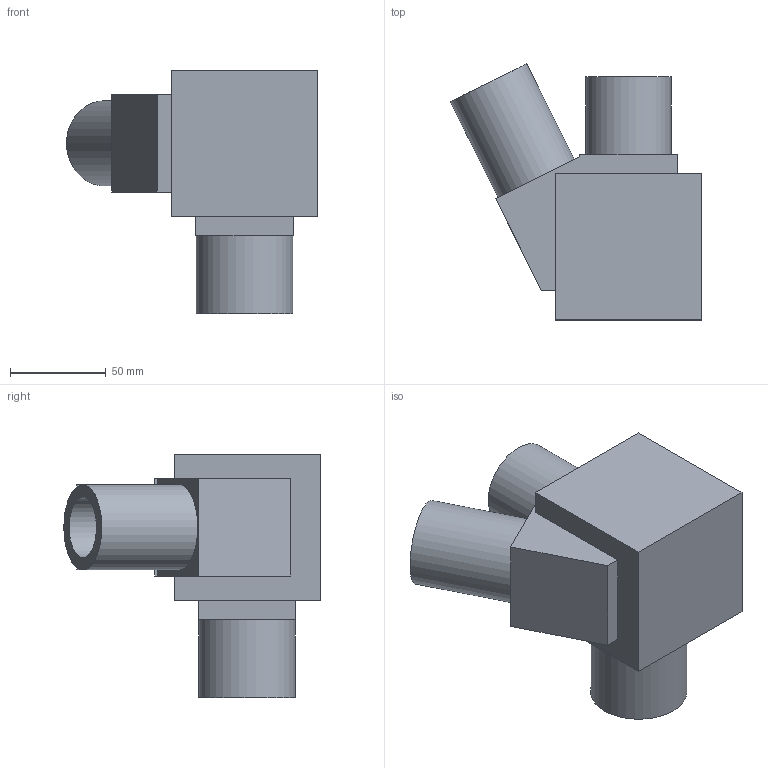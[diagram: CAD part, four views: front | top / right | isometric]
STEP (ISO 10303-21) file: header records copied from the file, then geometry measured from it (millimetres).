
FILE_DESCRIPTION(/* description */ ('STEP AP242 Edition 2','CAx-IF Rec.Pracs.---Representation and Presentation of Product Manufacturing Information (PMI)---4.0---2014-10-13','CAx-IF Rec.Pracs.---3D Tessellated Geometry---0.4---2014-09-14','2;1','CAx-IF Rec.Pracs.---User Defined Attributes---1.5---2016-08-15'),/* implementation_level */ '2;1');
FILE_NAME(/* name */ '694dadbe553922900149bdb5',/* time_stamp */ '2025-12-25T21:33:50Z',/* author */ (''),/* organization */ (''),/* preprocessor_version */ 'ST-DEVELOPER v20',/* originating_system */ 'ONSHAPE BY PTC INC, 1.208',/* authorisation */ ' ');
FILE_SCHEMA (('AP242_MANAGED_MODEL_BASED_3D_ENGINEERING_MIM_LF { 1 0 10303 442 3 1 4 }'));
Length unit declared in the file: metre
Products named in the file (1): Part 1
Bounding box: 131.02 x 133.72 x 127 mm (x, y, z)
Volume: 556319.5 mm3; surface area: 90946 mm2
Topology: 1 solids, 1 shells, 76 faces, 204 edges, 136 vertices
Faces by surface type: plane 39, bspline 32, cylinder 5
Full cylindrical faces by diameter (mm): 31.75 x1, 41.15 x1, 44.45 x2, 50.4 x1
Entity records: 2458 total; most frequent: CARTESIAN_POINT 771, ORIENTED_EDGE 392, DIRECTION 234, EDGE_CURVE 196, VERTEX_POINT 133, LINE 118, VECTOR 118, EDGE_LOOP 91
